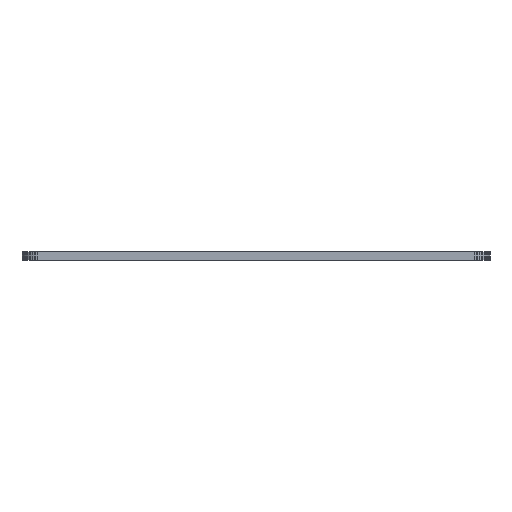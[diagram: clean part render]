
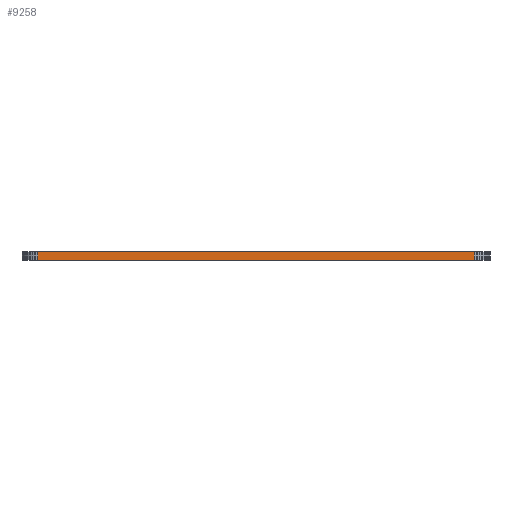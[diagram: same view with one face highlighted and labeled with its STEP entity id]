
A CAD part, front view. The second image highlights one B-rep face of the part: STEP entity #9258.
In plain terms, the highlighted planar face has unit normal (0, -1, 0).
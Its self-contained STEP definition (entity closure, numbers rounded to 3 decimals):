
#90 = PLANE('',#91);
#91 = AXIS2_PLACEMENT_3D('',#92,#93,#94);
#92 = CARTESIAN_POINT('',(70.,-60.,1.6));
#93 = DIRECTION('',(-0.,-0.,-1.));
#94 = DIRECTION('',(-1.,0.,0.));
#144 = PLANE('',#145);
#145 = AXIS2_PLACEMENT_3D('',#146,#147,#148);
#146 = CARTESIAN_POINT('',(70.,-60.,0.));
#147 = DIRECTION('',(-0.,-0.,-1.));
#148 = DIRECTION('',(-1.,0.,0.));
#1009 = VERTEX_POINT('',#1010);
#1010 = CARTESIAN_POINT('',(112.,-95.,0.));
#1024 = PLANE('',#1025);
#1025 = AXIS2_PLACEMENT_3D('',#1026,#1027,#1028);
#1026 = CARTESIAN_POINT('',(112.336,-94.981,0.));
#1027 = DIRECTION('',(0.056,-0.998,0.));
#1028 = DIRECTION('',(-0.998,-0.056,0.));
#1036 = EDGE_CURVE('',#1009,#1037,#1039,.T.);
#1037 = VERTEX_POINT('',#1038);
#1038 = CARTESIAN_POINT('',(28.,-95.,0.));
#1039 = SURFACE_CURVE('',#1040,(#1044,#1051),.PCURVE_S1.);
#1040 = LINE('',#1041,#1042);
#1041 = CARTESIAN_POINT('',(112.,-95.,0.));
#1042 = VECTOR('',#1043,1.);
#1043 = DIRECTION('',(-1.,0.,0.));
#1044 = PCURVE('',#144,#1045);
#1045 = DEFINITIONAL_REPRESENTATION('',(#1046),#1050);
#1046 = LINE('',#1047,#1048);
#1047 = CARTESIAN_POINT('',(-42.,-35.));
#1048 = VECTOR('',#1049,1.);
#1049 = DIRECTION('',(1.,0.));
#1050 = ( GEOMETRIC_REPRESENTATION_CONTEXT(2) 
PARAMETRIC_REPRESENTATION_CONTEXT() REPRESENTATION_CONTEXT('2D SPACE',''
  ) );
#1051 = PCURVE('',#1052,#1057);
#1052 = PLANE('',#1053);
#1053 = AXIS2_PLACEMENT_3D('',#1054,#1055,#1056);
#1054 = CARTESIAN_POINT('',(112.,-95.,0.));
#1055 = DIRECTION('',(0.,-1.,0.));
#1056 = DIRECTION('',(-1.,0.,0.));
#1057 = DEFINITIONAL_REPRESENTATION('',(#1058),#1062);
#1058 = LINE('',#1059,#1060);
#1059 = CARTESIAN_POINT('',(0.,-0.));
#1060 = VECTOR('',#1061,1.);
#1061 = DIRECTION('',(1.,0.));
#1062 = ( GEOMETRIC_REPRESENTATION_CONTEXT(2) 
PARAMETRIC_REPRESENTATION_CONTEXT() REPRESENTATION_CONTEXT('2D SPACE',''
  ) );
#1080 = PLANE('',#1081);
#1081 = AXIS2_PLACEMENT_3D('',#1082,#1083,#1084);
#1082 = CARTESIAN_POINT('',(28.,-95.,0.));
#1083 = DIRECTION('',(-0.056,-0.998,0.));
#1084 = DIRECTION('',(-0.998,0.056,0.));
#4964 = VERTEX_POINT('',#4965);
#4965 = CARTESIAN_POINT('',(112.,-95.,1.6));
#4986 = EDGE_CURVE('',#4964,#4987,#4989,.T.);
#4987 = VERTEX_POINT('',#4988);
#4988 = CARTESIAN_POINT('',(28.,-95.,1.6));
#4989 = SURFACE_CURVE('',#4990,(#4994,#5001),.PCURVE_S1.);
#4990 = LINE('',#4991,#4992);
#4991 = CARTESIAN_POINT('',(112.,-95.,1.6));
#4992 = VECTOR('',#4993,1.);
#4993 = DIRECTION('',(-1.,0.,0.));
#4994 = PCURVE('',#90,#4995);
#4995 = DEFINITIONAL_REPRESENTATION('',(#4996),#5000);
#4996 = LINE('',#4997,#4998);
#4997 = CARTESIAN_POINT('',(-42.,-35.));
#4998 = VECTOR('',#4999,1.);
#4999 = DIRECTION('',(1.,0.));
#5000 = ( GEOMETRIC_REPRESENTATION_CONTEXT(2) 
PARAMETRIC_REPRESENTATION_CONTEXT() REPRESENTATION_CONTEXT('2D SPACE',''
  ) );
#5001 = PCURVE('',#1052,#5002);
#5002 = DEFINITIONAL_REPRESENTATION('',(#5003),#5007);
#5003 = LINE('',#5004,#5005);
#5004 = CARTESIAN_POINT('',(0.,-1.6));
#5005 = VECTOR('',#5006,1.);
#5006 = DIRECTION('',(1.,0.));
#5007 = ( GEOMETRIC_REPRESENTATION_CONTEXT(2) 
PARAMETRIC_REPRESENTATION_CONTEXT() REPRESENTATION_CONTEXT('2D SPACE',''
  ) );
#9210 = EDGE_CURVE('',#1009,#4964,#9211,.T.);
#9211 = SURFACE_CURVE('',#9212,(#9216,#9223),.PCURVE_S1.);
#9212 = LINE('',#9213,#9214);
#9213 = CARTESIAN_POINT('',(112.,-95.,0.));
#9214 = VECTOR('',#9215,1.);
#9215 = DIRECTION('',(0.,0.,1.));
#9216 = PCURVE('',#1024,#9217);
#9217 = DEFINITIONAL_REPRESENTATION('',(#9218),#9222);
#9218 = LINE('',#9219,#9220);
#9219 = CARTESIAN_POINT('',(0.336,0.));
#9220 = VECTOR('',#9221,1.);
#9221 = DIRECTION('',(0.,-1.));
#9222 = ( GEOMETRIC_REPRESENTATION_CONTEXT(2) 
PARAMETRIC_REPRESENTATION_CONTEXT() REPRESENTATION_CONTEXT('2D SPACE',''
  ) );
#9223 = PCURVE('',#1052,#9224);
#9224 = DEFINITIONAL_REPRESENTATION('',(#9225),#9229);
#9225 = LINE('',#9226,#9227);
#9226 = CARTESIAN_POINT('',(0.,-0.));
#9227 = VECTOR('',#9228,1.);
#9228 = DIRECTION('',(0.,-1.));
#9229 = ( GEOMETRIC_REPRESENTATION_CONTEXT(2) 
PARAMETRIC_REPRESENTATION_CONTEXT() REPRESENTATION_CONTEXT('2D SPACE',''
  ) );
#9258 = ADVANCED_FACE('',(#9259),#1052,.T.);
#9259 = FACE_BOUND('',#9260,.T.);
#9260 = EDGE_LOOP('',(#9261,#9262,#9263,#9284));
#9261 = ORIENTED_EDGE('',*,*,#9210,.T.);
#9262 = ORIENTED_EDGE('',*,*,#4986,.T.);
#9263 = ORIENTED_EDGE('',*,*,#9264,.F.);
#9264 = EDGE_CURVE('',#1037,#4987,#9265,.T.);
#9265 = SURFACE_CURVE('',#9266,(#9270,#9277),.PCURVE_S1.);
#9266 = LINE('',#9267,#9268);
#9267 = CARTESIAN_POINT('',(28.,-95.,0.));
#9268 = VECTOR('',#9269,1.);
#9269 = DIRECTION('',(0.,0.,1.));
#9270 = PCURVE('',#1052,#9271);
#9271 = DEFINITIONAL_REPRESENTATION('',(#9272),#9276);
#9272 = LINE('',#9273,#9274);
#9273 = CARTESIAN_POINT('',(84.,0.));
#9274 = VECTOR('',#9275,1.);
#9275 = DIRECTION('',(0.,-1.));
#9276 = ( GEOMETRIC_REPRESENTATION_CONTEXT(2) 
PARAMETRIC_REPRESENTATION_CONTEXT() REPRESENTATION_CONTEXT('2D SPACE',''
  ) );
#9277 = PCURVE('',#1080,#9278);
#9278 = DEFINITIONAL_REPRESENTATION('',(#9279),#9283);
#9279 = LINE('',#9280,#9281);
#9280 = CARTESIAN_POINT('',(0.,0.));
#9281 = VECTOR('',#9282,1.);
#9282 = DIRECTION('',(0.,-1.));
#9283 = ( GEOMETRIC_REPRESENTATION_CONTEXT(2) 
PARAMETRIC_REPRESENTATION_CONTEXT() REPRESENTATION_CONTEXT('2D SPACE',''
  ) );
#9284 = ORIENTED_EDGE('',*,*,#1036,.F.);
